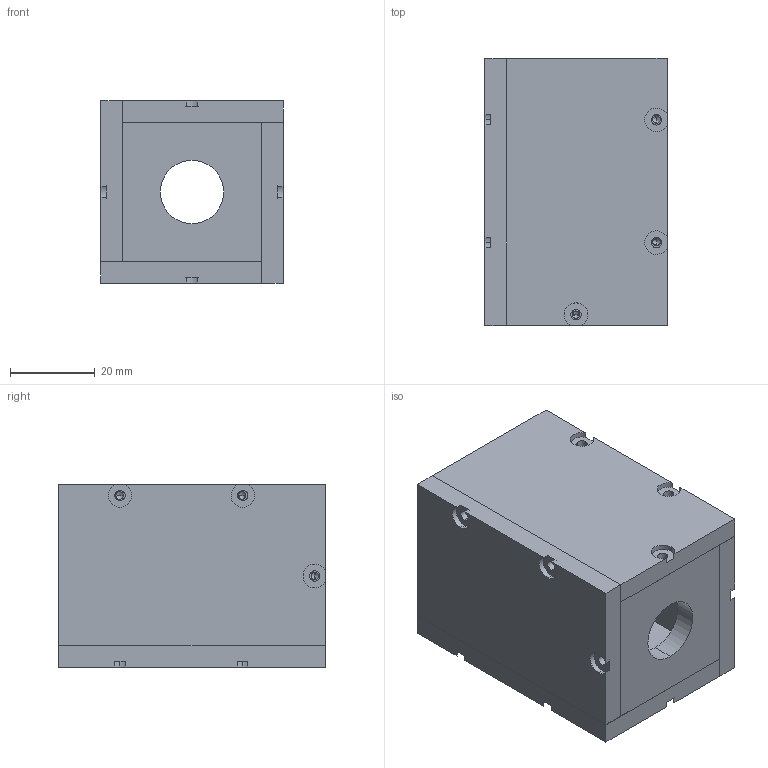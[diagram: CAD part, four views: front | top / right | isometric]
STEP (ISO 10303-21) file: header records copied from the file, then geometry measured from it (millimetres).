
FILE_DESCRIPTION (( 'STEP AP214' ), '1' );
FILE_NAME ('waveguide_antenna_STEP_v1.STEP', '2023-06-02T19:09:29', ( '' ), ( '' ), 'SwSTEP 2.0', 'SolidWorks 2021', '' );
FILE_SCHEMA (( 'AUTOMOTIVE_DESIGN' ));
Length unit declared in the file: metre
Products named in the file (3): waveguide_antenna_STEP_v1; backplate; sidewall
Assembly tree (5 placements, depth 2):
  waveguide_antenna_STEP_v1
    backplate
    sidewall  x4
Bounding box: 43 x 63 x 43 mm (x, y, z)
Volume: 51604.7 mm3; surface area: 26923 mm2
Topology: 5 solids, 5 shells, 144 faces, 378 edges, 232 vertices
Faces by surface type: cylinder 78, plane 42, cone 24
Entity records: 1838 total; most frequent: DIRECTION 304, CARTESIAN_POINT 270, ORIENTED_EDGE 252, EDGE_CURVE 126, AXIS2_PLACEMENT_3D 116, VERTEX_POINT 82, VECTOR 72, LINE 72
